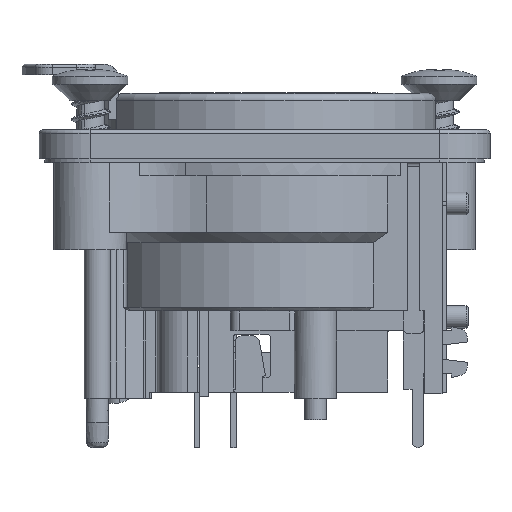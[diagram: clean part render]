
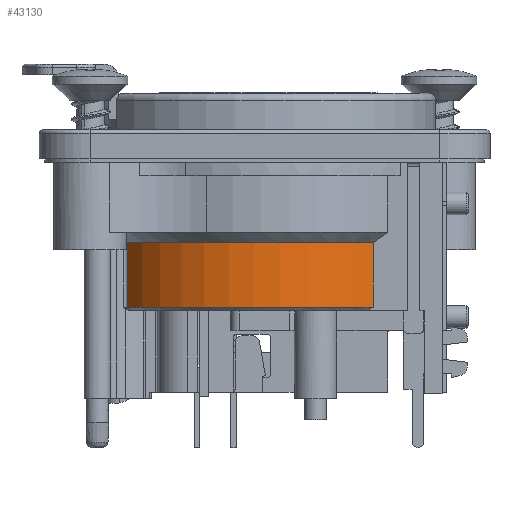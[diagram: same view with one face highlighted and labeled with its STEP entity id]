
A CAD part, left-side view. The second image highlights one B-rep face of the part: STEP entity #43130.
In plain terms, the highlighted cylindrical face has radius 10.9 mm (diameter 21.8 mm), a partial arc.
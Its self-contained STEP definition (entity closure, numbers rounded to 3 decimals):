
#39485=CARTESIAN_POINT('',(-5.456,9.436,-10.2));
#39486=VERTEX_POINT('',#39485);
#39521=CARTESIAN_POINT('',(-7.945,-7.462,-10.2));
#39522=VERTEX_POINT('',#39521);
#39536=CARTESIAN_POINT('',(0.,0.,-10.2));
#39537=DIRECTION('',(0.0,0.0,-1.0));
#39538=DIRECTION('',(-1.0,0.0,0.0));
#39539=AXIS2_PLACEMENT_3D('',#39536,#39537,#39538);
#39540=CIRCLE('',#39539,10.9);
#39541=EDGE_CURVE('',#39522,#39486,#39540,.T.);
#39948=CARTESIAN_POINT('',(-7.945,-7.462,-5.75));
#39949=VERTEX_POINT('',#39948);
#39963=CARTESIAN_POINT('',(-7.945,-7.462,-10.2));
#39964=DIRECTION('',(0.0,0.0,1.0));
#39965=VECTOR('',#39964,4.45);
#39966=LINE('',#39963,#39965);
#39967=EDGE_CURVE('',#39522,#39949,#39966,.T.);
#42215=CARTESIAN_POINT('',(-5.456,9.436,-5.75));
#42216=VERTEX_POINT('',#42215);
#42234=CARTESIAN_POINT('',(0.,0.,-5.75));
#42235=DIRECTION('',(0.0,0.0,-1.0));
#42236=DIRECTION('',(1.0,0.0,0.0));
#42237=AXIS2_PLACEMENT_3D('',#42234,#42235,#42236);
#42238=CIRCLE('',#42237,10.9);
#42239=EDGE_CURVE('',#39949,#42216,#42238,.T.);
#43103=CARTESIAN_POINT('',(-5.456,9.436,-10.2));
#43104=DIRECTION('',(0.0,0.0,1.0));
#43105=VECTOR('',#43104,4.45);
#43106=LINE('',#43103,#43105);
#43107=EDGE_CURVE('',#39486,#42216,#43106,.T.);
#43119=CARTESIAN_POINT('',(0.,0.,0.35));
#43120=DIRECTION('',(0.,0.,-1.0));
#43121=DIRECTION('',(1.0,0.0,0.0));
#43122=AXIS2_PLACEMENT_3D('',#43119,#43120,#43121);
#43123=CYLINDRICAL_SURFACE('',#43122,10.9);
#43124=ORIENTED_EDGE('',*,*,#39541,.F.);
#43125=ORIENTED_EDGE('',*,*,#39967,.T.);
#43126=ORIENTED_EDGE('',*,*,#42239,.T.);
#43127=ORIENTED_EDGE('',*,*,#43107,.F.);
#43128=EDGE_LOOP('',(#43124,#43125,#43126,#43127));
#43129=FACE_OUTER_BOUND('',#43128,.T.);
#43130=ADVANCED_FACE('',(#43129),#43123,.T.);
